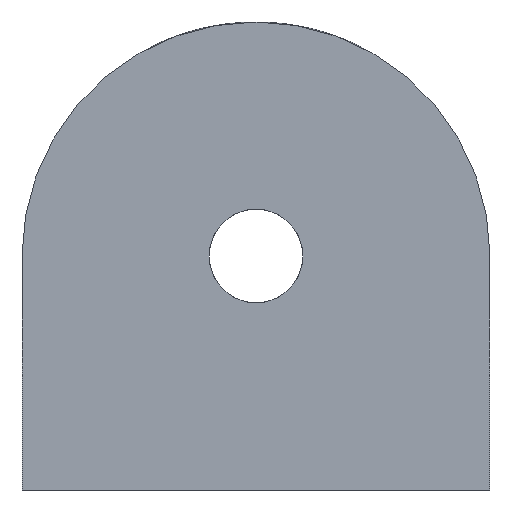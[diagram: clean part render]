
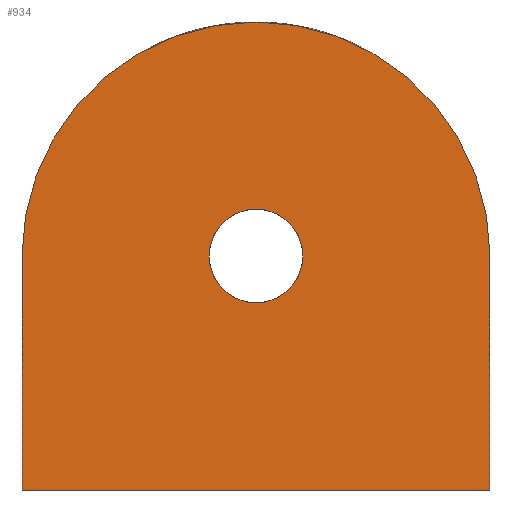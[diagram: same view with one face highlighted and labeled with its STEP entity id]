
A CAD part, left-side view. The second image highlights one B-rep face of the part: STEP entity #934.
In plain terms, the highlighted planar face has unit normal (-1, 0, 0).
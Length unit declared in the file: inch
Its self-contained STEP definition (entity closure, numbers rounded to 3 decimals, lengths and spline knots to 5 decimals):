
#229=CARTESIAN_POINT('',(-0.5,0.1,0.5));
#230=VERTEX_POINT('',#229);
#238=CARTESIAN_POINT('',(-0.5,-0.1,0.5));
#239=VERTEX_POINT('',#238);
#246=CARTESIAN_POINT('',(-0.5,0.0,0.5));
#247=DIRECTION('',(1.0,0.0,0.0));
#248=DIRECTION('',(0.0,1.0,0.0));
#249=AXIS2_PLACEMENT_3D('',#246,#247,#248);
#250=CIRCLE('',#249,0.1);
#251=EDGE_CURVE('',#230,#239,#250,.T.);
#674=CARTESIAN_POINT('',(-0.5,0.0,0.5));
#675=DIRECTION('',(1.0,0.0,0.0));
#676=DIRECTION('',(0.0,1.0,0.0));
#677=AXIS2_PLACEMENT_3D('',#674,#675,#676);
#678=CIRCLE('',#677,0.1);
#679=EDGE_CURVE('',#239,#230,#678,.T.);
#778=CARTESIAN_POINT('',(-0.5,0.5,0.));
#779=VERTEX_POINT('',#778);
#780=CARTESIAN_POINT('',(-0.5,0.5,0.5));
#781=VERTEX_POINT('',#780);
#782=CARTESIAN_POINT('',(-0.5,0.5,0.));
#783=DIRECTION('',(0.0,0.0,1.0));
#784=VECTOR('',#783,0.5);
#785=LINE('',#782,#784);
#786=EDGE_CURVE('',#779,#781,#785,.T.);
#818=CARTESIAN_POINT('',(-0.5,-0.5,0.5));
#819=VERTEX_POINT('',#818);
#820=CARTESIAN_POINT('',(-0.5,0.0,0.5));
#821=DIRECTION('',(1.0,0.,0.));
#822=DIRECTION('',(0.,-0.707,0.707));
#823=AXIS2_PLACEMENT_3D('',#820,#821,#822);
#824=CIRCLE('',#823,0.5);
#825=EDGE_CURVE('',#781,#819,#824,.T.);
#863=CARTESIAN_POINT('',(-0.5,-0.5,0.));
#864=VERTEX_POINT('',#863);
#865=CARTESIAN_POINT('',(-0.5,-0.5,0.5));
#866=DIRECTION('',(0.0,0.0,-1.0));
#867=VECTOR('',#866,0.5);
#868=LINE('',#865,#867);
#869=EDGE_CURVE('',#819,#864,#868,.T.);
#894=CARTESIAN_POINT('',(-0.5,-0.5,0.));
#895=DIRECTION('',(0.0,1.0,0.0));
#896=VECTOR('',#895,1.0);
#897=LINE('',#894,#896);
#898=EDGE_CURVE('',#864,#779,#897,.T.);
#919=CARTESIAN_POINT('',(-0.5,0.5,0.));
#920=DIRECTION('',(-1.0,0.0,0.0));
#921=DIRECTION('',(0.0,0.0,1.0));
#922=AXIS2_PLACEMENT_3D('',#919,#920,#921);
#923=PLANE('',#922);
#924=ORIENTED_EDGE('',*,*,#786,.F.);
#925=ORIENTED_EDGE('',*,*,#898,.F.);
#926=ORIENTED_EDGE('',*,*,#869,.F.);
#927=ORIENTED_EDGE('',*,*,#825,.F.);
#928=EDGE_LOOP('',(#924,#925,#926,#927));
#929=FACE_OUTER_BOUND('',#928,.T.);
#930=ORIENTED_EDGE('',*,*,#251,.T.);
#931=ORIENTED_EDGE('',*,*,#679,.T.);
#932=EDGE_LOOP('',(#930,#931));
#933=FACE_BOUND('',#932,.T.);
#934=ADVANCED_FACE('',(#929,#933),#923,.T.);
